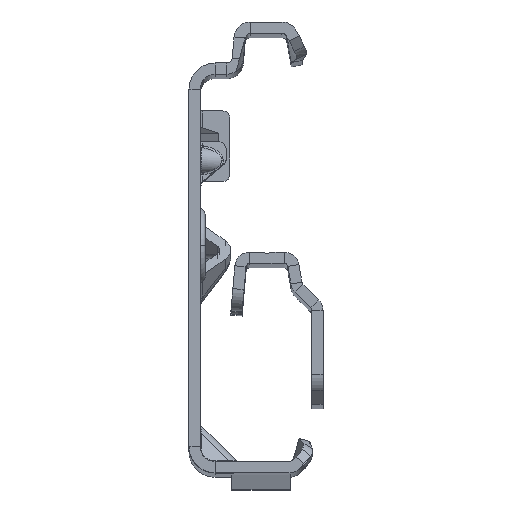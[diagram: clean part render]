
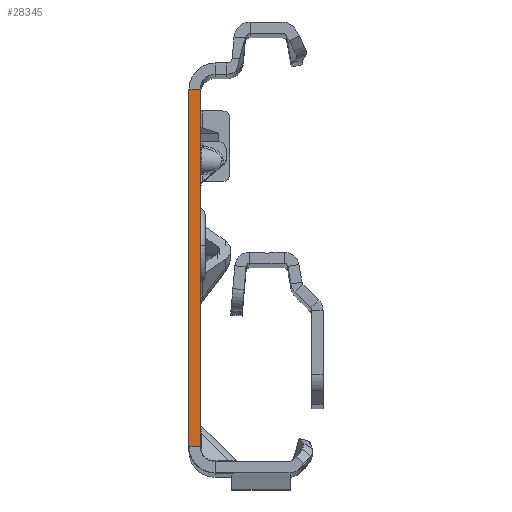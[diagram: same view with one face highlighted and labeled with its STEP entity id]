
A CAD part, top view. The second image highlights one B-rep face of the part: STEP entity #28345.
In plain terms, the highlighted planar face has unit normal (0, 0, 1).
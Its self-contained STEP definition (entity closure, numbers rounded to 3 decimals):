
#569 = VECTOR ( 'NONE', #26685, 1000. ) ;
#2256 = PLANE ( 'NONE',  #16739 ) ;
#9087 = CARTESIAN_POINT ( 'NONE',  ( 0., -25.865, 0. ) ) ;
#9894 = LINE ( 'NONE', #39687, #569 ) ;
#10004 = ORIENTED_EDGE ( 'NONE', *, *, #32196, .T. ) ;
#10940 = CARTESIAN_POINT ( 'NONE',  ( -1.5, -25.865, 0. ) ) ;
#12830 = CARTESIAN_POINT ( 'NONE',  ( 0., -25.865, 0. ) ) ;
#15495 = CARTESIAN_POINT ( 'NONE',  ( 0., 22.135, 0. ) ) ;
#15516 = VERTEX_POINT ( 'NONE', #10940 ) ;
#15846 = ORIENTED_EDGE ( 'NONE', *, *, #50282, .F. ) ;
#16739 = AXIS2_PLACEMENT_3D ( 'NONE', #26306, #43427, #22713 ) ;
#17886 = CARTESIAN_POINT ( 'NONE',  ( -1.5, -27.865, 0. ) ) ;
#18431 = DIRECTION ( 'NONE',  ( 0., -1., 0. ) ) ;
#18954 = VECTOR ( 'NONE', #50240, 1000. ) ;
#22713 = DIRECTION ( 'NONE',  ( 1., 0., 0. ) ) ;
#26306 = CARTESIAN_POINT ( 'NONE',  ( -1.5, -27.865, 0. ) ) ;
#26423 = LINE ( 'NONE', #17886, #48188 ) ;
#26685 = DIRECTION ( 'NONE',  ( -1., 0., 0. ) ) ;
#28345 = ADVANCED_FACE ( 'NONE', ( #35115 ), #2256, .T. ) ;
#29090 = CARTESIAN_POINT ( 'NONE',  ( -1.5, 22.135, 0. ) ) ;
#29098 = LINE ( 'NONE', #12830, #49879 ) ;
#32179 = EDGE_LOOP ( 'NONE', ( #15846, #47600, #10004, #48939 ) ) ;
#32196 = EDGE_CURVE ( 'NONE', #49802, #15516, #26423, .T. ) ;
#32292 = EDGE_CURVE ( 'NONE', #49034, #49802, #9894, .T. ) ;
#34207 = LINE ( 'NONE', #51067, #18954 ) ;
#35115 = FACE_OUTER_BOUND ( 'NONE', #32179, .T. ) ;
#39687 = CARTESIAN_POINT ( 'NONE',  ( 0., 22.135, 0. ) ) ;
#40957 = VERTEX_POINT ( 'NONE', #9087 ) ;
#43427 = DIRECTION ( 'NONE',  ( 0., 0., 1. ) ) ;
#47600 = ORIENTED_EDGE ( 'NONE', *, *, #32292, .T. ) ;
#48188 = VECTOR ( 'NONE', #18431, 1000. ) ;
#48939 = ORIENTED_EDGE ( 'NONE', *, *, #50684, .F. ) ;
#49034 = VERTEX_POINT ( 'NONE', #15495 ) ;
#49802 = VERTEX_POINT ( 'NONE', #29090 ) ;
#49879 = VECTOR ( 'NONE', #50110, 1000. ) ;
#50110 = DIRECTION ( 'NONE',  ( -1., 0., 0. ) ) ;
#50240 = DIRECTION ( 'NONE',  ( 0., -1., 0. ) ) ;
#50282 = EDGE_CURVE ( 'NONE', #49034, #40957, #34207, .T. ) ;
#50684 = EDGE_CURVE ( 'NONE', #40957, #15516, #29098, .T. ) ;
#51067 = CARTESIAN_POINT ( 'NONE',  ( 0., -27.865, 0. ) ) ;
